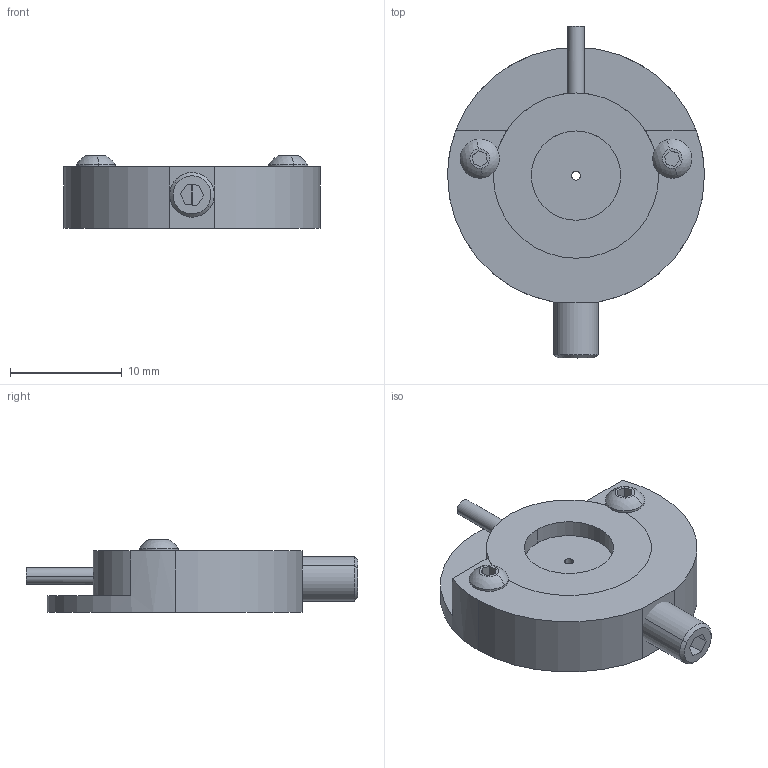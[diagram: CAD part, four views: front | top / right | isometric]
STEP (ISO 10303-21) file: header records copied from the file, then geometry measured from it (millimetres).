
FILE_DESCRIPTION (( 'STEP AP214' ), '1' );
FILE_NAME ('ID0808E.STEP', '2024-10-11T06:41:13', ( '' ), ( '' ), 'SwSTEP 2.0', 'SolidWorks 2024', '' );
FILE_SCHEMA (( 'AUTOMOTIVE_DESIGN' ));
Length unit declared in the file: millimetre
Products named in the file (1): ID0808E
Bounding box: 23 x 29.72 x 6.5 mm (x, y, z)
Surface area: 1856.1 mm2 (no closed solid volume)
Topology: 0 solids, 5 shells, 61 faces, 159 edges, 106 vertices
Faces by surface type: plane 32, cylinder 23, sphere 4, cone 2
Entity records: 1911 total; most frequent: CARTESIAN_POINT 357, DIRECTION 343, ORIENTED_EDGE 284, EDGE_CURVE 159, AXIS2_PLACEMENT_3D 126, VERTEX_POINT 106, LINE 91, VECTOR 91
